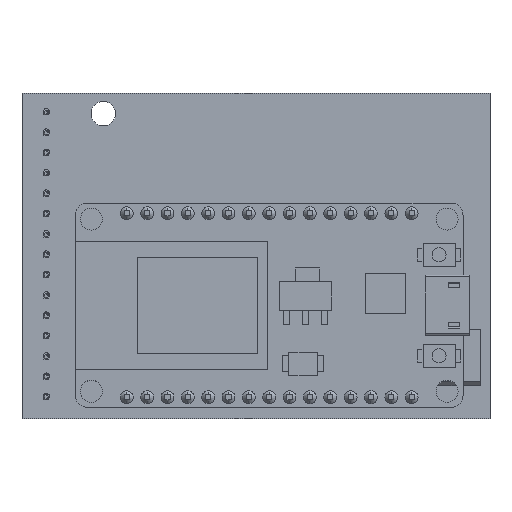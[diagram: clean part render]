
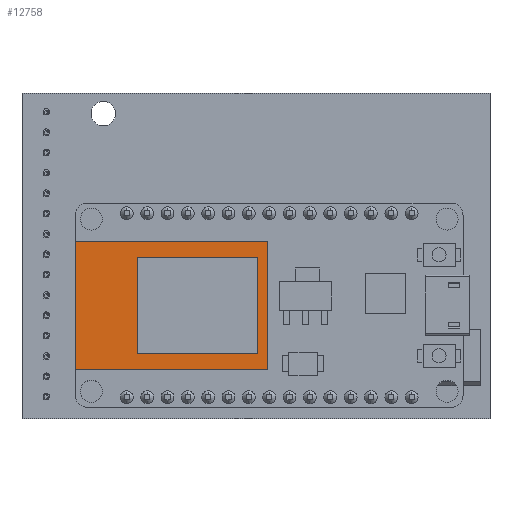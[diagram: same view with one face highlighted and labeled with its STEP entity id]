
A CAD part, top view. The second image highlights one B-rep face of the part: STEP entity #12758.
In plain terms, the highlighted face is planar.
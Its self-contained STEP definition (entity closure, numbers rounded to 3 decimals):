
#12758 = ADVANCED_FACE('',(#12759,#12793),#12827,.F.);
#12759 = FACE_BOUND('',#12760,.T.);
#12760 = EDGE_LOOP('',(#12761,#12771,#12779,#12787));
#12761 = ORIENTED_EDGE('',*,*,#12762,.T.);
#12762 = EDGE_CURVE('',#12763,#12765,#12767,.T.);
#12763 = VERTEX_POINT('',#12764);
#12764 = CARTESIAN_POINT('',(24.2,2.3,8.));
#12765 = VERTEX_POINT('',#12766);
#12766 = CARTESIAN_POINT('',(24.2,2.3,-8.));
#12767 = LINE('',#12768,#12769);
#12768 = CARTESIAN_POINT('',(24.2,2.3,-8.));
#12769 = VECTOR('',#12770,1.);
#12770 = DIRECTION('',(0.,0.,-1.));
#12771 = ORIENTED_EDGE('',*,*,#12772,.T.);
#12772 = EDGE_CURVE('',#12765,#12773,#12775,.T.);
#12773 = VERTEX_POINT('',#12774);
#12774 = CARTESIAN_POINT('',(0.2,2.3,-8.));
#12775 = LINE('',#12776,#12777);
#12776 = CARTESIAN_POINT('',(24.2,2.3,-8.));
#12777 = VECTOR('',#12778,1.);
#12778 = DIRECTION('',(-1.,0.,0.));
#12779 = ORIENTED_EDGE('',*,*,#12780,.T.);
#12780 = EDGE_CURVE('',#12773,#12781,#12783,.T.);
#12781 = VERTEX_POINT('',#12782);
#12782 = CARTESIAN_POINT('',(0.2,2.3,8.));
#12783 = LINE('',#12784,#12785);
#12784 = CARTESIAN_POINT('',(0.2,2.3,-8.));
#12785 = VECTOR('',#12786,1.);
#12786 = DIRECTION('',(0.,0.,1.));
#12787 = ORIENTED_EDGE('',*,*,#12788,.T.);
#12788 = EDGE_CURVE('',#12781,#12763,#12789,.T.);
#12789 = LINE('',#12790,#12791);
#12790 = CARTESIAN_POINT('',(24.2,2.3,8.));
#12791 = VECTOR('',#12792,1.);
#12792 = DIRECTION('',(1.,0.,0.));
#12793 = FACE_BOUND('',#12794,.T.);
#12794 = EDGE_LOOP('',(#12795,#12805,#12813,#12821));
#12795 = ORIENTED_EDGE('',*,*,#12796,.F.);
#12796 = EDGE_CURVE('',#12797,#12799,#12801,.T.);
#12797 = VERTEX_POINT('',#12798);
#12798 = CARTESIAN_POINT('',(1.5,2.3,-6.));
#12799 = VERTEX_POINT('',#12800);
#12800 = CARTESIAN_POINT('',(1.5,2.3,6.));
#12801 = LINE('',#12802,#12803);
#12802 = CARTESIAN_POINT('',(1.5,2.3,6.));
#12803 = VECTOR('',#12804,1.);
#12804 = DIRECTION('',(0.,0.,1.));
#12805 = ORIENTED_EDGE('',*,*,#12806,.F.);
#12806 = EDGE_CURVE('',#12807,#12797,#12809,.T.);
#12807 = VERTEX_POINT('',#12808);
#12808 = CARTESIAN_POINT('',(16.5,2.3,-6.));
#12809 = LINE('',#12810,#12811);
#12810 = CARTESIAN_POINT('',(16.5,2.3,-6.));
#12811 = VECTOR('',#12812,1.);
#12812 = DIRECTION('',(-1.,0.,0.));
#12813 = ORIENTED_EDGE('',*,*,#12814,.F.);
#12814 = EDGE_CURVE('',#12815,#12807,#12817,.T.);
#12815 = VERTEX_POINT('',#12816);
#12816 = CARTESIAN_POINT('',(16.5,2.3,6.));
#12817 = LINE('',#12818,#12819);
#12818 = CARTESIAN_POINT('',(16.5,2.3,6.));
#12819 = VECTOR('',#12820,1.);
#12820 = DIRECTION('',(0.,0.,-1.));
#12821 = ORIENTED_EDGE('',*,*,#12822,.F.);
#12822 = EDGE_CURVE('',#12799,#12815,#12823,.T.);
#12823 = LINE('',#12824,#12825);
#12824 = CARTESIAN_POINT('',(16.5,2.3,6.));
#12825 = VECTOR('',#12826,1.);
#12826 = DIRECTION('',(1.,0.,0.));
#12827 = PLANE('',#12828);
#12828 = AXIS2_PLACEMENT_3D('',#12829,#12830,#12831);
#12829 = CARTESIAN_POINT('',(0.,2.3,0.));
#12830 = DIRECTION('',(0.,-1.,0.));
#12831 = DIRECTION('',(0.,0.,-1.));
